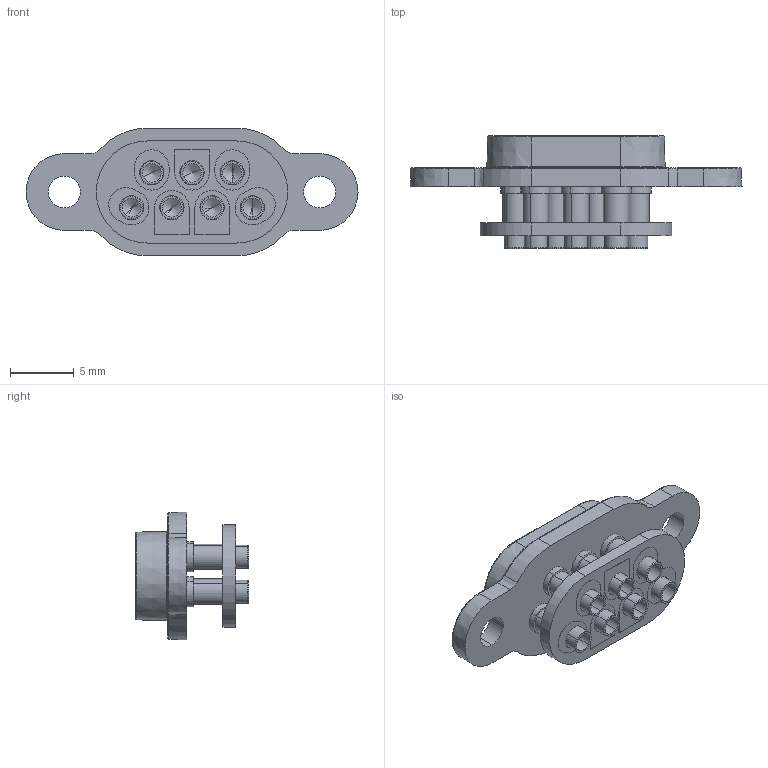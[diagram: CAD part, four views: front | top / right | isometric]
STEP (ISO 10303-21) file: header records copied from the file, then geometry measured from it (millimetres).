
FILE_DESCRIPTION (( 'STEP AP214' ), '1' );
FILE_NAME ('UEBK-30392.STEP', '2023-08-11T12:26:40', ( '' ), ( '' ), 'SwSTEP 2.0', 'SolidWorks 2022', '' );
FILE_SCHEMA (( 'AUTOMOTIVE_DESIGN' ));
Length unit declared in the file: millimetre
Products named in the file (1): UEBK-30392
Bounding box: 26 x 8.85 x 10 mm (x, y, z)
Volume: 662.4 mm3; surface area: 1457.3 mm2
Topology: 9 solids, 9 shells, 378 faces, 836 edges, 505 vertices
Faces by surface type: cylinder 159, cone 92, plane 81, bspline 46
Entity records: 15262 total; most frequent: CARTESIAN_POINT 2564, DIRECTION 1898, ORIENTED_EDGE 1644, EDGE_CURVE 822, AXIS2_PLACEMENT_3D 783, VERTEX_POINT 505, EDGE_LOOP 453, CIRCLE 450
